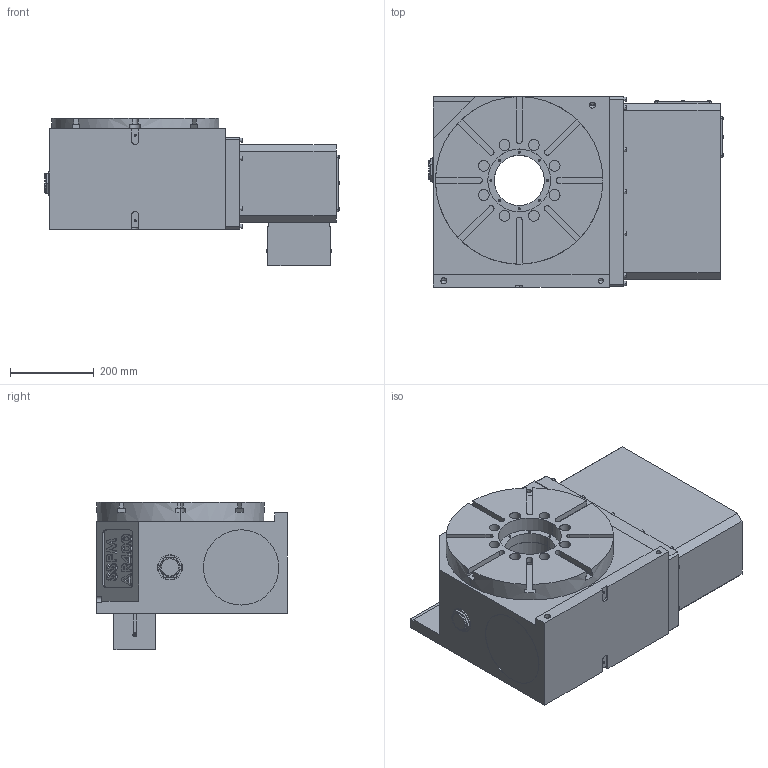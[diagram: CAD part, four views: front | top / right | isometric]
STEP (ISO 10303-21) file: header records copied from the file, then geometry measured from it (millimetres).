
FILE_DESCRIPTION (( 'STEP AP203' ), '1' );
FILE_NAME ('RD400¼w¤h.STEP', '2025-06-26T05:48:05', ( '' ), ( '' ), 'SwSTEP 2.0', 'SolidWorks 2018', '' );
FILE_SCHEMA (( 'CONFIG_CONTROL_DESIGN' ));
Length unit declared in the file: millimetre
Products named in the file (1): RD400德士
Bounding box: 703.5 x 455 x 352 mm (x, y, z)
Volume: 65951671.5 mm3; surface area: 1414671.4 mm2
Topology: 1 solids, 1 shells, 1180 faces, 2906 edges, 1892 vertices
Faces by surface type: plane 741, cylinder 289, cone 88, bspline 58, torus 4
Entity records: 37710 total; most frequent: CARTESIAN_POINT 9627, ORIENTED_EDGE 5712, DIRECTION 5671, EDGE_CURVE 2856, VECTOR 2039, LINE 2039, VERTEX_POINT 1892, AXIS2_PLACEMENT_3D 1816
